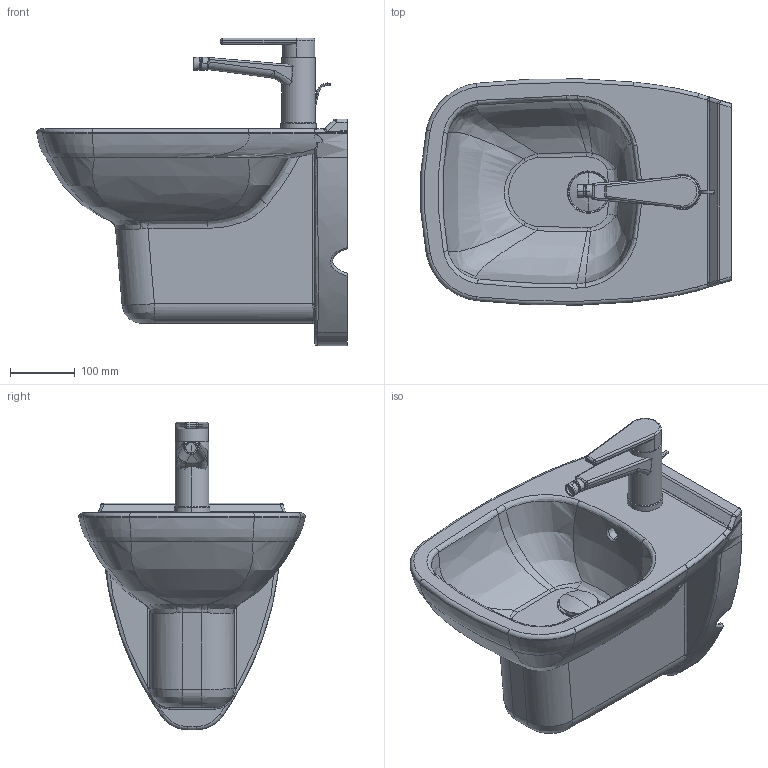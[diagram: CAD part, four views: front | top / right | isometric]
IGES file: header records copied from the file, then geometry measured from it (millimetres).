
Global section: file name: No Iges File Name specified; native system: AutoDesk Inventor R11.0; preprocessor: AutoDesk Inventor Iges Exporter R11.0; author: No Author specified; organization: No Organization specified; date: 20071116.114822; units: millimetre
Bounding box: 478.94 x 349.25 x 475 mm (x, y, z)
Volume: 11221427.7 mm3; surface area: 922593.1 mm2
Topology: 9 solids, 9 shells, 355 faces, 885 edges, 527 vertices
Faces by surface type: bspline 130, cylinder 67, plane 66, revolution 44, torus 34, sphere 10, cone 4
